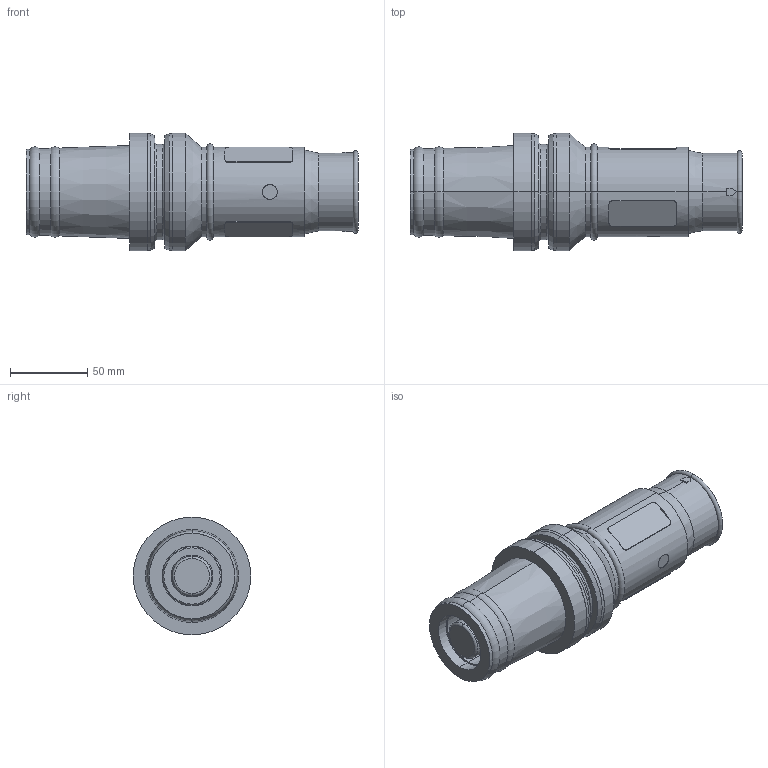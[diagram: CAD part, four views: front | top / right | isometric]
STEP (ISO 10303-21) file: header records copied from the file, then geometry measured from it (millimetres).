
FILE_DESCRIPTION (( 'STEP AP214' ), '1' );
FILE_NAME ('CATSTD-49M31-000.STEP', '2022-03-01T16:47:22', ( '' ), ( '' ), 'SwSTEP 2.0', 'SolidWorks 2020', '' );
FILE_SCHEMA (( 'AUTOMOTIVE_DESIGN' ));
Length unit declared in the file: inch
Products named in the file (1): CATSTD-49M31-000
Bounding box: 215.14 x 76.2 x 76.2 mm (x, y, z)
Volume: 431618.7 mm3; surface area: 88385.2 mm2
Topology: 1 solids, 1 shells, 191 faces, 436 edges, 267 vertices
Faces by surface type: cylinder 79, plane 61, cone 41, torus 10
Entity records: 6054 total; most frequent: CARTESIAN_POINT 1569, DIRECTION 974, ORIENTED_EDGE 868, EDGE_CURVE 434, AXIS2_PLACEMENT_3D 392, VERTEX_POINT 267, EDGE_LOOP 213, CIRCLE 200
